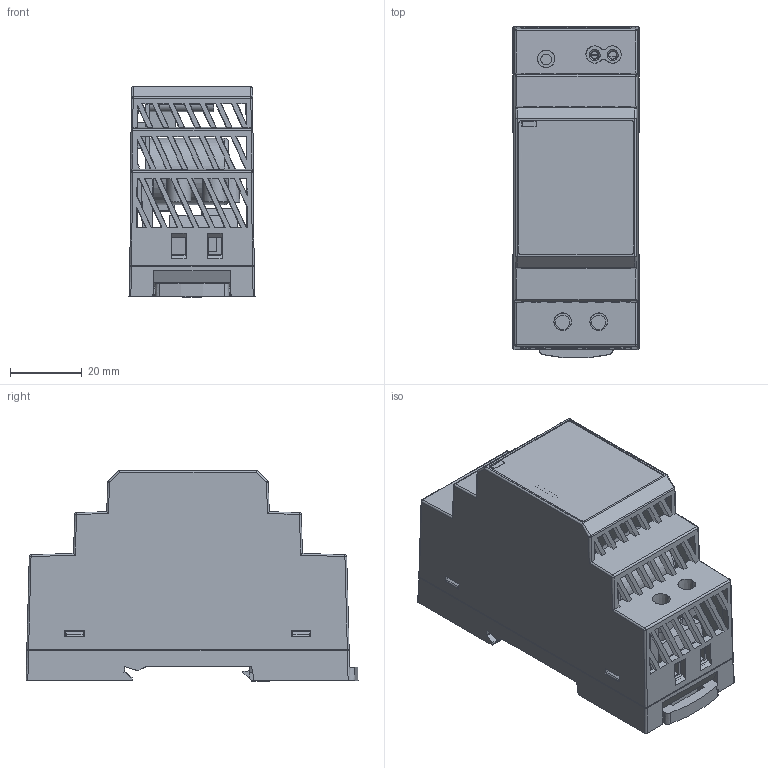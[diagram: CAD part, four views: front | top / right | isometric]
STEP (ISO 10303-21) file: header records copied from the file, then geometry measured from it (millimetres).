
FILE_DESCRIPTION (( 'STEP AP214' ), '1' );
FILE_NAME ('HDR-30.STEP', '2023-01-02T16:31:05', ( '' ), ( '' ), 'SwSTEP 2.0', 'SolidWorks 2022', '' );
FILE_SCHEMA (( 'AUTOMOTIVE_DESIGN' ));
Length unit declared in the file: inch
Products named in the file (6): PCB; ADMIE558L8WS.ASM; PCB.1; HDR-30-2016_7_20.stp; HDR-30; ADMIE558L8WS_1.PRT
Assembly tree (5 placements, depth 4):
  HDR-30
    HDR-30-2016_7_20.stp
      ADMIE558L8WS.ASM
        ADMIE558L8WS_1.PRT
    PCB
    PCB.1
Bounding box: 35.01 x 92.25 x 58.55 mm (x, y, z)
Volume: 46915.1 mm3; surface area: 54873 mm2
Topology: 3 solids, 3 shells, 1066 faces, 3161 edges, 2038 vertices
Faces by surface type: plane 842, cylinder 138, cone 44, bspline 40, torus 2
Entity records: 39039 total; most frequent: CARTESIAN_POINT 11692, ORIENTED_EDGE 6300, DIRECTION 4577, EDGE_CURVE 3150, LINE 2329, VECTOR 2329, VERTEX_POINT 2038, EDGE_LOOP 1192
